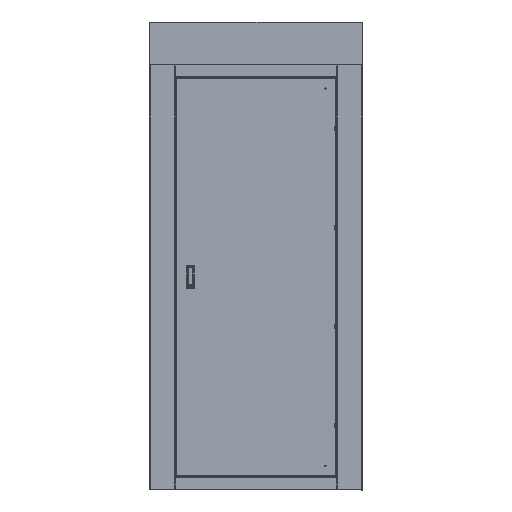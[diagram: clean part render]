
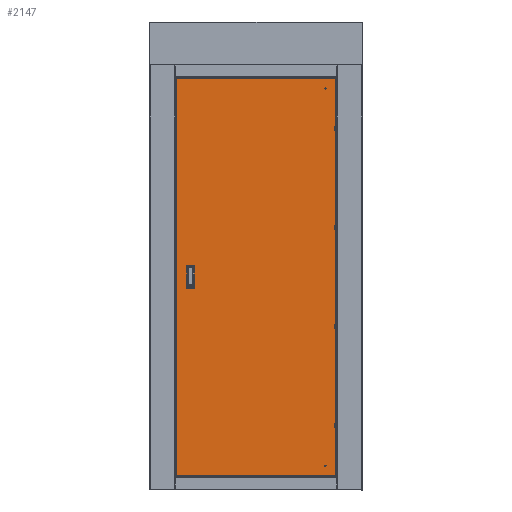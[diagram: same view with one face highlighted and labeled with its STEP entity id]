
A CAD part, top view. The second image highlights one B-rep face of the part: STEP entity #2147.
In plain terms, the highlighted planar face has unit normal (0, 0, 1).
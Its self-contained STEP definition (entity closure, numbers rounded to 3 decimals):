
#1315 = ORIENTED_EDGE ( 'NONE', *, *, #44905, .F. ) ;
#2147 = ADVANCED_FACE ( 'NONE', ( #2331, #14583 ), #58935, .F. ) ;
#2331 = FACE_BOUND ( 'NONE', #12692, .T. ) ;
#2401 = CARTESIAN_POINT ( 'NONE',  ( -214.388, 189.112, 1474. ) ) ;
#2514 = LINE ( 'NONE', #7632, #13313 ) ;
#3081 = LINE ( 'NONE', #53296, #49047 ) ;
#3576 = VECTOR ( 'NONE', #34420, 1000. ) ;
#3606 = VERTEX_POINT ( 'NONE', #20625 ) ;
#3903 = LINE ( 'NONE', #58928, #37650 ) ;
#3917 = DIRECTION ( 'NONE',  ( 0., -1., 0. ) ) ;
#4041 = DIRECTION ( 'NONE',  ( -1., 0., 0. ) ) ;
#5334 = CARTESIAN_POINT ( 'NONE',  ( -182.388, 189.112, 1474. ) ) ;
#5762 = VECTOR ( 'NONE', #36957, 1000. ) ;
#5789 = LINE ( 'NONE', #11265, #54666 ) ;
#6092 = ORIENTED_EDGE ( 'NONE', *, *, #29066, .F. ) ;
#7632 = CARTESIAN_POINT ( 'NONE',  ( -181.388, 79.112, 1474. ) ) ;
#8802 = CARTESIAN_POINT ( 'NONE',  ( -182.388, 79.112, 1474. ) ) ;
#8969 = CARTESIAN_POINT ( 'NONE',  ( 486.612, -802.888, 1474. ) ) ;
#9990 = AXIS2_PLACEMENT_3D ( 'NONE', #51346, #23863, #55986 ) ;
#10194 = ORIENTED_EDGE ( 'NONE', *, *, #41618, .F. ) ;
#11265 = CARTESIAN_POINT ( 'NONE',  ( -267.388, -802.888, 1474. ) ) ;
#11470 = CIRCLE ( 'NONE', #9990, 1. ) ;
#11537 = VECTOR ( 'NONE', #4041, 1000. ) ;
#12272 = DIRECTION ( 'NONE',  ( 0., 1., 0. ) ) ;
#12652 = CARTESIAN_POINT ( 'NONE',  ( -214.388, 79.112, 1474. ) ) ;
#12692 = EDGE_LOOP ( 'NONE', ( #36470, #42881, #43956, #21687, #1315, #25721, #54972, #44681 ) ) ;
#13189 = DIRECTION ( 'NONE',  ( 0., 0., -1. ) ) ;
#13313 = VECTOR ( 'NONE', #12272, 1000. ) ;
#13585 = VERTEX_POINT ( 'NONE', #14631 ) ;
#13920 = CARTESIAN_POINT ( 'NONE',  ( -182.388, 80.112, 1474. ) ) ;
#14012 = VERTEX_POINT ( 'NONE', #25134 ) ;
#14202 = CIRCLE ( 'NONE', #35049, 1. ) ;
#14213 = EDGE_CURVE ( 'NONE', #25334, #34841, #19302, .T. ) ;
#14583 = FACE_OUTER_BOUND ( 'NONE', #52550, .T. ) ;
#14631 = CARTESIAN_POINT ( 'NONE',  ( -181.388, 188.112, 1474. ) ) ;
#15217 = VERTEX_POINT ( 'NONE', #12652 ) ;
#15341 = CARTESIAN_POINT ( 'NONE',  ( -214.388, 188.112, 1474. ) ) ;
#15835 = VERTEX_POINT ( 'NONE', #8969 ) ;
#16432 = CARTESIAN_POINT ( 'NONE',  ( -182.388, 188.112, 1474. ) ) ;
#16507 = CARTESIAN_POINT ( 'NONE',  ( -215.388, 188.112, 1474. ) ) ;
#17613 = VECTOR ( 'NONE', #18331, 1000. ) ;
#18010 = LINE ( 'NONE', #27713, #5762 ) ;
#18331 = DIRECTION ( 'NONE',  ( 1., 0., 0. ) ) ;
#18524 = DIRECTION ( 'NONE',  ( -1., 0., 0. ) ) ;
#19302 = CIRCLE ( 'NONE', #51195, 1. ) ;
#19698 = EDGE_CURVE ( 'NONE', #24602, #34841, #23751, .T. ) ;
#19784 = EDGE_CURVE ( 'NONE', #15217, #22756, #18010, .T. ) ;
#20045 = CARTESIAN_POINT ( 'NONE',  ( -215.388, 80.112, 1474. ) ) ;
#20625 = CARTESIAN_POINT ( 'NONE',  ( -267.388, -802.888, 1474. ) ) ;
#20893 = ORIENTED_EDGE ( 'NONE', *, *, #31749, .F. ) ;
#21073 = DIRECTION ( 'NONE',  ( -1., 0., 0. ) ) ;
#21687 = ORIENTED_EDGE ( 'NONE', *, *, #30331, .T. ) ;
#22756 = VERTEX_POINT ( 'NONE', #8802 ) ;
#23751 = LINE ( 'NONE', #59080, #11537 ) ;
#23863 = DIRECTION ( 'NONE',  ( 0., 0., -1. ) ) ;
#24602 = VERTEX_POINT ( 'NONE', #5334 ) ;
#25134 = CARTESIAN_POINT ( 'NONE',  ( -267.388, 1071.112, 1474. ) ) ;
#25144 = CARTESIAN_POINT ( 'NONE',  ( -181.388, 80.112, 1474. ) ) ;
#25334 = VERTEX_POINT ( 'NONE', #16507 ) ;
#25721 = ORIENTED_EDGE ( 'NONE', *, *, #48274, .T. ) ;
#26580 = EDGE_CURVE ( 'NONE', #25334, #54636, #3903, .T. ) ;
#27713 = CARTESIAN_POINT ( 'NONE',  ( -215.388, 79.112, 1474. ) ) ;
#29066 = EDGE_CURVE ( 'NONE', #3606, #14012, #52441, .T. ) ;
#29102 = CARTESIAN_POINT ( 'NONE',  ( 486.612, 1071.112, 1474. ) ) ;
#29670 = VERTEX_POINT ( 'NONE', #25144 ) ;
#30331 = EDGE_CURVE ( 'NONE', #24602, #13585, #14202, .T. ) ;
#30383 = DIRECTION ( 'NONE',  ( 0., 1., 0. ) ) ;
#30760 = ORIENTED_EDGE ( 'NONE', *, *, #45984, .T. ) ;
#31396 = CARTESIAN_POINT ( 'NONE',  ( 483.612, -799.888, 1474. ) ) ;
#31749 = EDGE_CURVE ( 'NONE', #14012, #58561, #52788, .T. ) ;
#34420 = DIRECTION ( 'NONE',  ( 0., 1., 0. ) ) ;
#34492 = AXIS2_PLACEMENT_3D ( 'NONE', #13920, #46042, #18524 ) ;
#34841 = VERTEX_POINT ( 'NONE', #2401 ) ;
#35049 = AXIS2_PLACEMENT_3D ( 'NONE', #16432, #48539, #21073 ) ;
#36470 = ORIENTED_EDGE ( 'NONE', *, *, #26580, .F. ) ;
#36957 = DIRECTION ( 'NONE',  ( 1., 0., 0. ) ) ;
#37650 = VECTOR ( 'NONE', #3917, 1000. ) ;
#40089 = AXIS2_PLACEMENT_3D ( 'NONE', #31396, #13189, #45299 ) ;
#41173 = CIRCLE ( 'NONE', #34492, 1. ) ;
#41618 = EDGE_CURVE ( 'NONE', #15835, #3606, #5789, .T. ) ;
#42881 = ORIENTED_EDGE ( 'NONE', *, *, #14213, .T. ) ;
#43368 = DIRECTION ( 'NONE',  ( -1., 0., 0. ) ) ;
#43956 = ORIENTED_EDGE ( 'NONE', *, *, #19698, .F. ) ;
#44681 = ORIENTED_EDGE ( 'NONE', *, *, #50251, .T. ) ;
#44905 = EDGE_CURVE ( 'NONE', #29670, #13585, #2514, .T. ) ;
#45299 = DIRECTION ( 'NONE',  ( -1., 0., 0. ) ) ;
#45849 = CARTESIAN_POINT ( 'NONE',  ( -265.388, 1071.112, 1474. ) ) ;
#45984 = EDGE_CURVE ( 'NONE', #15835, #58561, #3081, .T. ) ;
#46042 = DIRECTION ( 'NONE',  ( 0., 0., -1. ) ) ;
#48274 = EDGE_CURVE ( 'NONE', #29670, #22756, #41173, .T. ) ;
#48298 = CARTESIAN_POINT ( 'NONE',  ( -267.388, 1071.112, 1474. ) ) ;
#48539 = DIRECTION ( 'NONE',  ( 0., 0., -1. ) ) ;
#49047 = VECTOR ( 'NONE', #30383, 1000. ) ;
#49832 = DIRECTION ( 'NONE',  ( -1., 0., 0. ) ) ;
#50251 = EDGE_CURVE ( 'NONE', #15217, #54636, #11470, .T. ) ;
#51195 = AXIS2_PLACEMENT_3D ( 'NONE', #15341, #54500, #49832 ) ;
#51346 = CARTESIAN_POINT ( 'NONE',  ( -214.388, 80.112, 1474. ) ) ;
#52441 = LINE ( 'NONE', #48298, #3576 ) ;
#52550 = EDGE_LOOP ( 'NONE', ( #10194, #30760, #20893, #6092 ) ) ;
#52788 = LINE ( 'NONE', #45849, #17613 ) ;
#53296 = CARTESIAN_POINT ( 'NONE',  ( 486.612, 1067.112, 1474. ) ) ;
#54500 = DIRECTION ( 'NONE',  ( 0., 0., -1. ) ) ;
#54636 = VERTEX_POINT ( 'NONE', #20045 ) ;
#54666 = VECTOR ( 'NONE', #43368, 1000. ) ;
#54972 = ORIENTED_EDGE ( 'NONE', *, *, #19784, .F. ) ;
#55986 = DIRECTION ( 'NONE',  ( -1., 0., 0. ) ) ;
#58561 = VERTEX_POINT ( 'NONE', #29102 ) ;
#58928 = CARTESIAN_POINT ( 'NONE',  ( -215.388, 79.112, 1474. ) ) ;
#58935 = PLANE ( 'NONE',  #40089 ) ;
#59080 = CARTESIAN_POINT ( 'NONE',  ( -215.388, 189.112, 1474. ) ) ;
